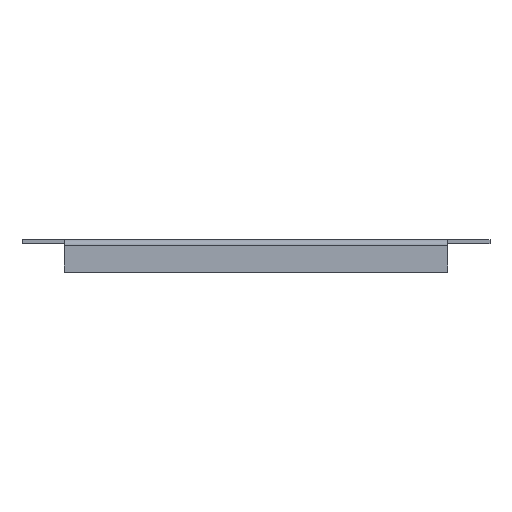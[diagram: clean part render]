
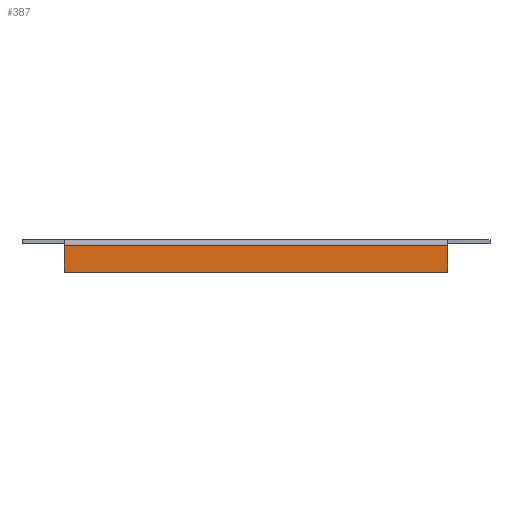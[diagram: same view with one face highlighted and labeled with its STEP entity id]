
A CAD part, front view. The second image highlights one B-rep face of the part: STEP entity #387.
In plain terms, the highlighted planar face has unit normal (0, -1, 0).
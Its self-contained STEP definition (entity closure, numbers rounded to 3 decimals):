
#25 = PLANE ( 'NONE',  #949 ) ;
#29 = CARTESIAN_POINT ( 'NONE',  ( 263.5, -183.5, -3.5 ) ) ;
#216 = EDGE_CURVE ( 'NONE', #235, #1580, #607, .T. ) ;
#235 = VERTEX_POINT ( 'NONE', #29 ) ;
#321 = CARTESIAN_POINT ( 'NONE',  ( 26., -183.5, -20. ) ) ;
#333 = ORIENTED_EDGE ( 'NONE', *, *, #1173, .T. ) ;
#387 = ADVANCED_FACE ( 'NONE', ( #1457 ), #25, .T. ) ;
#406 = CARTESIAN_POINT ( 'NONE',  ( 26., -183.5, -2.5 ) ) ;
#467 = CARTESIAN_POINT ( 'NONE',  ( 0., -183.5, -3.5 ) ) ;
#481 = CARTESIAN_POINT ( 'NONE',  ( 263.5, -183.5, -20. ) ) ;
#584 = LINE ( 'NONE', #406, #1294 ) ;
#607 = LINE ( 'NONE', #481, #921 ) ;
#638 = VECTOR ( 'NONE', #1086, 1000. ) ;
#674 = VERTEX_POINT ( 'NONE', #1934 ) ;
#760 = ORIENTED_EDGE ( 'NONE', *, *, #1524, .F. ) ;
#785 = DIRECTION ( 'NONE',  ( 0., 0., -1. ) ) ;
#921 = VECTOR ( 'NONE', #785, 1000. ) ;
#949 = AXIS2_PLACEMENT_3D ( 'NONE', #1214, #1039, #1826 ) ;
#1039 = DIRECTION ( 'NONE',  ( 0., -1., 0. ) ) ;
#1086 = DIRECTION ( 'NONE',  ( -1., 0., 0. ) ) ;
#1153 = DIRECTION ( 'NONE',  ( 0., 0., 1. ) ) ;
#1173 = EDGE_CURVE ( 'NONE', #235, #674, #1192, .T. ) ;
#1180 = VERTEX_POINT ( 'NONE', #1511 ) ;
#1192 = LINE ( 'NONE', #467, #1302 ) ;
#1214 = CARTESIAN_POINT ( 'NONE',  ( 0., -183.5, 0. ) ) ;
#1230 = ORIENTED_EDGE ( 'NONE', *, *, #216, .F. ) ;
#1294 = VECTOR ( 'NONE', #1153, 1000. ) ;
#1302 = VECTOR ( 'NONE', #1655, 1000. ) ;
#1457 = FACE_OUTER_BOUND ( 'NONE', #1913, .T. ) ;
#1511 = CARTESIAN_POINT ( 'NONE',  ( 26., -183.5, -20. ) ) ;
#1524 = EDGE_CURVE ( 'NONE', #1580, #1180, #1665, .T. ) ;
#1580 = VERTEX_POINT ( 'NONE', #1745 ) ;
#1655 = DIRECTION ( 'NONE',  ( -1., 0., 0. ) ) ;
#1665 = LINE ( 'NONE', #321, #638 ) ;
#1666 = ORIENTED_EDGE ( 'NONE', *, *, #1786, .F. ) ;
#1745 = CARTESIAN_POINT ( 'NONE',  ( 263.5, -183.5, -20. ) ) ;
#1786 = EDGE_CURVE ( 'NONE', #1180, #674, #584, .T. ) ;
#1826 = DIRECTION ( 'NONE',  ( 0., 0., -1. ) ) ;
#1913 = EDGE_LOOP ( 'NONE', ( #1230, #333, #1666, #760 ) ) ;
#1934 = CARTESIAN_POINT ( 'NONE',  ( 26., -183.5, -3.5 ) ) ;
